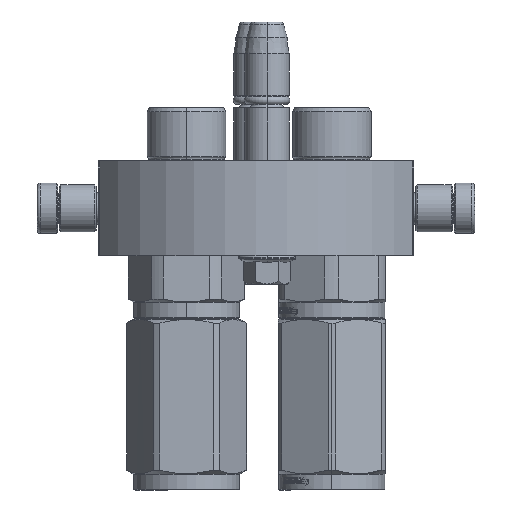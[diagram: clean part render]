
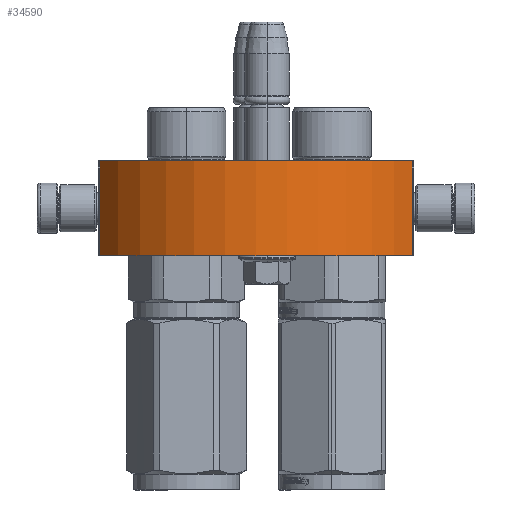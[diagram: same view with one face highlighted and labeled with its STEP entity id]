
A CAD part, left-side view. The second image highlights one B-rep face of the part: STEP entity #34590.
In plain terms, the highlighted cylindrical face has radius 57.25 mm (diameter 114.5 mm), a partial arc.
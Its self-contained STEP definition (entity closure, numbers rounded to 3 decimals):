
#2695 = EDGE_CURVE ( 'NONE', #6113, #52029, #30464, .T. ) ;
#2934 = ORIENTED_EDGE ( 'NONE', *, *, #13001, .F. ) ;
#5255 = FACE_OUTER_BOUND ( 'NONE', #73363, .T. ) ;
#6113 = VERTEX_POINT ( 'NONE', #10670 ) ;
#6727 = DIRECTION ( 'NONE',  ( 0., 1., 0. ) ) ;
#7256 = EDGE_CURVE ( 'NONE', #71177, #32344, #67389, .T. ) ;
#10584 = DIRECTION ( 'NONE',  ( 0.865, 0., -0.502 ) ) ;
#10670 = CARTESIAN_POINT ( 'NONE',  ( -49.5, 0., -28.763 ) ) ;
#11547 = CYLINDRICAL_SURFACE ( 'NONE', #39898, 57.25 ) ;
#11739 = DIRECTION ( 'NONE',  ( 0.865, 0., -0.502 ) ) ;
#13001 = EDGE_CURVE ( 'NONE', #32344, #52029, #16737, .T. ) ;
#16737 = CIRCLE ( 'NONE', #29157, 57.25 ) ;
#16748 = VECTOR ( 'NONE', #6727, 1000. ) ;
#21809 = EDGE_CURVE ( 'NONE', #71177, #6113, #52811, .T. ) ;
#22330 = DIRECTION ( 'NONE',  ( 0., 1., 0. ) ) ;
#23326 = ORIENTED_EDGE ( 'NONE', *, *, #2695, .T. ) ;
#24861 = AXIS2_PLACEMENT_3D ( 'NONE', #29579, #46308, #11739 ) ;
#26454 = DIRECTION ( 'NONE',  ( 0., -1., 0. ) ) ;
#27214 = CARTESIAN_POINT ( 'NONE',  ( 0., 0., 0. ) ) ;
#27463 = DIRECTION ( 'NONE',  ( 1., 0., 0. ) ) ;
#29157 = AXIS2_PLACEMENT_3D ( 'NONE', #39574, #56870, #10584 ) ;
#29579 = CARTESIAN_POINT ( 'NONE',  ( 0., 0., 0. ) ) ;
#30464 = LINE ( 'NONE', #52704, #16748 ) ;
#32344 = VERTEX_POINT ( 'NONE', #51269 ) ;
#34590 = ADVANCED_FACE ( 'NONE', ( #5255 ), #11547, .T. ) ;
#35778 = CARTESIAN_POINT ( 'NONE',  ( 49.5, 0., -28.763 ) ) ;
#36538 = ORIENTED_EDGE ( 'NONE', *, *, #21809, .T. ) ;
#39574 = CARTESIAN_POINT ( 'NONE',  ( 0., 30., 0. ) ) ;
#39898 = AXIS2_PLACEMENT_3D ( 'NONE', #27214, #26454, #27463 ) ;
#41312 = CARTESIAN_POINT ( 'NONE',  ( -49.5, 30., -28.763 ) ) ;
#46308 = DIRECTION ( 'NONE',  ( 0., 1., 0. ) ) ;
#47763 = ORIENTED_EDGE ( 'NONE', *, *, #7256, .F. ) ;
#51269 = CARTESIAN_POINT ( 'NONE',  ( 49.5, 30., -28.763 ) ) ;
#52029 = VERTEX_POINT ( 'NONE', #41312 ) ;
#52704 = CARTESIAN_POINT ( 'NONE',  ( -49.5, 0., -28.763 ) ) ;
#52811 = CIRCLE ( 'NONE', #24861, 57.25 ) ;
#55682 = CARTESIAN_POINT ( 'NONE',  ( 49.5, 0., -28.763 ) ) ;
#56870 = DIRECTION ( 'NONE',  ( 0., 1., 0. ) ) ;
#57422 = VECTOR ( 'NONE', #22330, 1000. ) ;
#67389 = LINE ( 'NONE', #55682, #57422 ) ;
#71177 = VERTEX_POINT ( 'NONE', #35778 ) ;
#73363 = EDGE_LOOP ( 'NONE', ( #2934, #47763, #36538, #23326 ) ) ;
